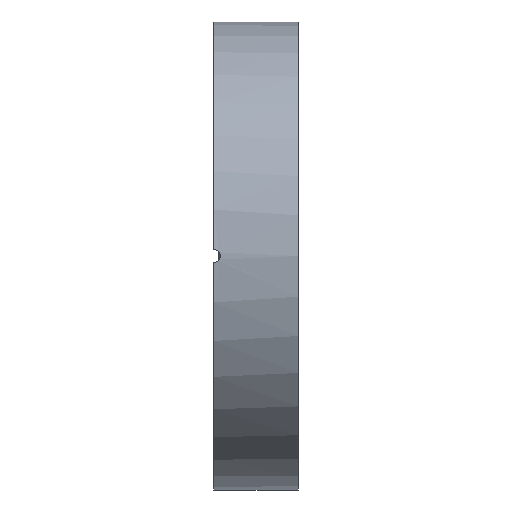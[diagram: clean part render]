
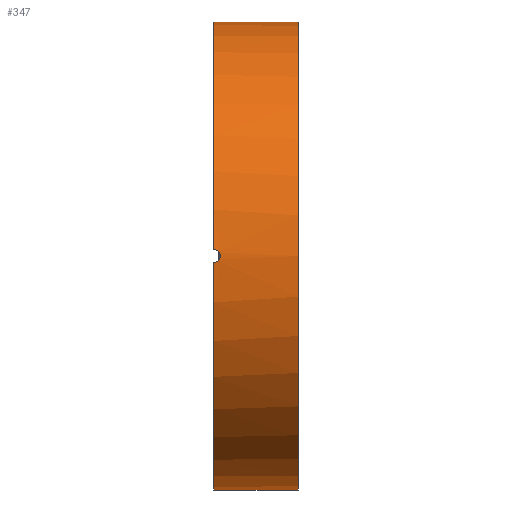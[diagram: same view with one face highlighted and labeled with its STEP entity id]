
A CAD part, left-side view. The second image highlights one B-rep face of the part: STEP entity #347.
In plain terms, the highlighted cylindrical face has radius 35 mm (diameter 70 mm), a partial arc.
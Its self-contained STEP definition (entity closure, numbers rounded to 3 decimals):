
#82 = CARTESIAN_POINT ( 'NONE',  ( -34.986, 0., 1. ) ) ;
#143 = CARTESIAN_POINT ( 'NONE',  ( -34.999, -0.974, 0.263 ) ) ;
#151 = VERTEX_POINT ( 'NONE', #1369 ) ;
#156 = CARTESIAN_POINT ( 'NONE',  ( -34.991, -0.615, 0.799 ) ) ;
#159 = DIRECTION ( 'NONE',  ( 0., 1., 0. ) ) ;
#222 = CIRCLE ( 'NONE', #1678, 35. ) ;
#232 = CARTESIAN_POINT ( 'NONE',  ( 0., -12.7, -35. ) ) ;
#299 = EDGE_LOOP ( 'NONE', ( #2421, #658, #1350, #1056, #368, #695 ) ) ;
#310 = CARTESIAN_POINT ( 'NONE',  ( 0., -12.7, 35. ) ) ;
#347 = ADVANCED_FACE ( 'NONE', ( #469 ), #2224, .T. ) ;
#368 = ORIENTED_EDGE ( 'NONE', *, *, #1108, .T. ) ;
#389 = DIRECTION ( 'NONE',  ( 0., 0., 1. ) ) ;
#438 = DIRECTION ( 'NONE',  ( 0., 1., 0. ) ) ;
#453 = DIRECTION ( 'NONE',  ( 0., 1., 0. ) ) ;
#469 = FACE_OUTER_BOUND ( 'NONE', #299, .T. ) ;
#491 = CARTESIAN_POINT ( 'NONE',  ( -34.986, 0., -1. ) ) ;
#493 = DIRECTION ( 'NONE',  ( 0., 0., 1. ) ) ;
#500 = CARTESIAN_POINT ( 'NONE',  ( -34.986, -0.264, -1. ) ) ;
#514 = DIRECTION ( 'NONE',  ( 0., 1., 0. ) ) ;
#603 = EDGE_CURVE ( 'NONE', #151, #889, #1154, .T. ) ;
#658 = ORIENTED_EDGE ( 'NONE', *, *, #1268, .T. ) ;
#695 = ORIENTED_EDGE ( 'NONE', *, *, #1909, .F. ) ;
#698 = CARTESIAN_POINT ( 'NONE',  ( 0., -12.7, 0. ) ) ;
#889 = VERTEX_POINT ( 'NONE', #1155 ) ;
#940 = EDGE_CURVE ( 'NONE', #2354, #1232, #2002, .T. ) ;
#965 = VERTEX_POINT ( 'NONE', #82 ) ;
#966 = VECTOR ( 'NONE', #1477, 1000. ) ;
#988 = CIRCLE ( 'NONE', #1381, 35. ) ;
#1056 = ORIENTED_EDGE ( 'NONE', *, *, #2459, .F. ) ;
#1080 = CARTESIAN_POINT ( 'NONE',  ( 0., -12.7, 0. ) ) ;
#1084 = VERTEX_POINT ( 'NONE', #1927 ) ;
#1087 = AXIS2_PLACEMENT_3D ( 'NONE', #1080, #453, #493 ) ;
#1103 = CARTESIAN_POINT ( 'NONE',  ( -34.989, -0.504, 0.874 ) ) ;
#1108 = EDGE_CURVE ( 'NONE', #965, #1084, #2091, .T. ) ;
#1154 = LINE ( 'NONE', #310, #1916 ) ;
#1155 = CARTESIAN_POINT ( 'NONE',  ( 0., 0., 35. ) ) ;
#1214 = CARTESIAN_POINT ( 'NONE',  ( 0., 0., 0. ) ) ;
#1232 = VERTEX_POINT ( 'NONE', #2261 ) ;
#1268 = EDGE_CURVE ( 'NONE', #2354, #151, #222, .T. ) ;
#1287 = CARTESIAN_POINT ( 'NONE',  ( -34.997, -0.874, -0.503 ) ) ;
#1288 = CIRCLE ( 'NONE', #2174, 35. ) ;
#1331 = CARTESIAN_POINT ( 'NONE',  ( -34.986, -0.132, 1. ) ) ;
#1350 = ORIENTED_EDGE ( 'NONE', *, *, #603, .T. ) ;
#1369 = CARTESIAN_POINT ( 'NONE',  ( 0., -12.7, 35. ) ) ;
#1381 = AXIS2_PLACEMENT_3D ( 'NONE', #1214, #438, #2011 ) ;
#1477 = DIRECTION ( 'NONE',  ( 0., 1., 0. ) ) ;
#1536 = CARTESIAN_POINT ( 'NONE',  ( -34.995, -0.801, -0.613 ) ) ;
#1566 = CARTESIAN_POINT ( 'NONE',  ( 0., 0., 0. ) ) ;
#1678 = AXIS2_PLACEMENT_3D ( 'NONE', #698, #514, #1900 ) ;
#1714 = CARTESIAN_POINT ( 'NONE',  ( -34.999, -0.974, -0.261 ) ) ;
#1727 = CARTESIAN_POINT ( 'NONE',  ( -34.986, -0.262, 0.974 ) ) ;
#1891 = CARTESIAN_POINT ( 'NONE',  ( -34.995, -0.799, 0.615 ) ) ;
#1900 = DIRECTION ( 'NONE',  ( 0., 0., 1. ) ) ;
#1909 = EDGE_CURVE ( 'NONE', #1232, #1084, #988, .T. ) ;
#1915 = CARTESIAN_POINT ( 'NONE',  ( -34.997, -0.874, 0.503 ) ) ;
#1916 = VECTOR ( 'NONE', #159, 1000. ) ;
#1927 = CARTESIAN_POINT ( 'NONE',  ( -34.986, 0., -1. ) ) ;
#2002 = LINE ( 'NONE', #232, #966 ) ;
#2011 = DIRECTION ( 'NONE',  ( 0., 0., 1. ) ) ;
#2091 = B_SPLINE_CURVE_WITH_KNOTS ( 'NONE', 3,
 ( #2465, #1331, #1727, #1103, #156, #1891, #1915, #143, #2508, #2250, #1714, #1287, #1536, #2480, #500, #491 ),
 .UNSPECIFIED., .F., .F.,
 ( 4, 2, 2, 2, 2, 2, 2, 4 ),
 ( 0., 0., 0.001, 0.001, 0.002, 0.002, 0.002, 0.003 ),
 .UNSPECIFIED. ) ;
#2121 = DIRECTION ( 'NONE',  ( 0., 1., 0. ) ) ;
#2174 = AXIS2_PLACEMENT_3D ( 'NONE', #1566, #2121, #389 ) ;
#2224 = CYLINDRICAL_SURFACE ( 'NONE', #1087, 35. ) ;
#2250 = CARTESIAN_POINT ( 'NONE',  ( -35., -1., -0.13 ) ) ;
#2261 = CARTESIAN_POINT ( 'NONE',  ( 0., 0., -35. ) ) ;
#2280 = CARTESIAN_POINT ( 'NONE',  ( 0., -12.7, -35. ) ) ;
#2354 = VERTEX_POINT ( 'NONE', #2280 ) ;
#2421 = ORIENTED_EDGE ( 'NONE', *, *, #940, .F. ) ;
#2459 = EDGE_CURVE ( 'NONE', #965, #889, #1288, .T. ) ;
#2465 = CARTESIAN_POINT ( 'NONE',  ( -34.986, 0., 1. ) ) ;
#2480 = CARTESIAN_POINT ( 'NONE',  ( -34.989, -0.521, -0.893 ) ) ;
#2508 = CARTESIAN_POINT ( 'NONE',  ( -35., -1., 0.131 ) ) ;
